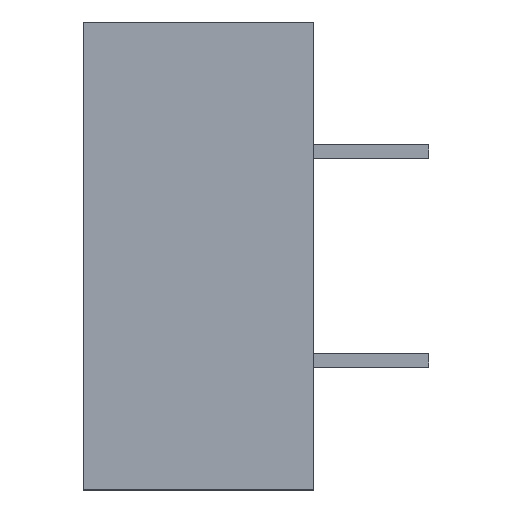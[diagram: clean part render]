
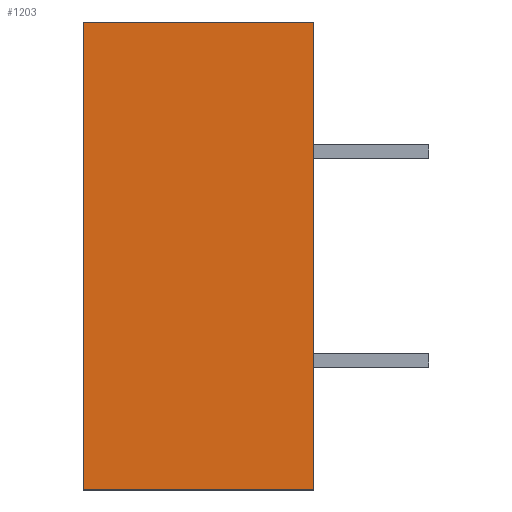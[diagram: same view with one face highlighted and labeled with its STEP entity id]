
A CAD part, left-side view. The second image highlights one B-rep face of the part: STEP entity #1203.
In plain terms, the highlighted planar face has unit normal (-1, 0, 0).
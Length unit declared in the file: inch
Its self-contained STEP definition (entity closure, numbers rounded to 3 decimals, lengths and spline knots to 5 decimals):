
#33 = CARTESIAN_POINT ( 'NONE',  ( -1.14, 0., 0.6 ) ) ;
#35 = FACE_OUTER_BOUND ( 'NONE', #1361, .T. ) ;
#70 = CARTESIAN_POINT ( 'NONE',  ( -1.14, 0.59055, -0.6 ) ) ;
#204 = PLANE ( 'NONE',  #849 ) ;
#242 = CARTESIAN_POINT ( 'NONE',  ( -1.14, 0.59055, -0.6 ) ) ;
#265 = EDGE_CURVE ( 'NONE', #528, #817, #522, .T. ) ;
#343 = DIRECTION ( 'NONE',  ( 0., 0., -1. ) ) ;
#371 = ORIENTED_EDGE ( 'NONE', *, *, #265, .F. ) ;
#414 = CARTESIAN_POINT ( 'NONE',  ( -1.14, 0., 0.6 ) ) ;
#442 = VERTEX_POINT ( 'NONE', #1013 ) ;
#522 = LINE ( 'NONE', #414, #1565 ) ;
#528 = VERTEX_POINT ( 'NONE', #33 ) ;
#673 = CARTESIAN_POINT ( 'NONE',  ( -1.14, 0., -0.6 ) ) ;
#685 = EDGE_CURVE ( 'NONE', #1038, #817, #1236, .T. ) ;
#715 = CARTESIAN_POINT ( 'NONE',  ( -1.14, 0.59055, 0. ) ) ;
#817 = VERTEX_POINT ( 'NONE', #673 ) ;
#849 = AXIS2_PLACEMENT_3D ( 'NONE', #1427, #1145, #343 ) ;
#852 = DIRECTION ( 'NONE',  ( 0., 0., 1. ) ) ;
#876 = VECTOR ( 'NONE', #1479, 39.37008 ) ;
#894 = EDGE_CURVE ( 'NONE', #528, #442, #1252, .T. ) ;
#912 = VECTOR ( 'NONE', #852, 39.37008 ) ;
#954 = DIRECTION ( 'NONE',  ( 0., 0., -1. ) ) ;
#956 = CARTESIAN_POINT ( 'NONE',  ( -1.14, 0.59055, 0.6 ) ) ;
#993 = LINE ( 'NONE', #715, #912 ) ;
#1013 = CARTESIAN_POINT ( 'NONE',  ( -1.14, 0.59055, 0.6 ) ) ;
#1038 = VERTEX_POINT ( 'NONE', #70 ) ;
#1127 = ORIENTED_EDGE ( 'NONE', *, *, #685, .T. ) ;
#1145 = DIRECTION ( 'NONE',  ( 1., 0., 0. ) ) ;
#1203 = ADVANCED_FACE ( 'NONE', ( #35 ), #204, .F. ) ;
#1236 = LINE ( 'NONE', #242, #876 ) ;
#1252 = LINE ( 'NONE', #956, #1667 ) ;
#1316 = ORIENTED_EDGE ( 'NONE', *, *, #1721, .F. ) ;
#1361 = EDGE_LOOP ( 'NONE', ( #1523, #1316, #1127, #371 ) ) ;
#1362 = DIRECTION ( 'NONE',  ( 0., 1., 0. ) ) ;
#1427 = CARTESIAN_POINT ( 'NONE',  ( -1.14, 0.59055, 0.6 ) ) ;
#1479 = DIRECTION ( 'NONE',  ( 0., -1., 0. ) ) ;
#1523 = ORIENTED_EDGE ( 'NONE', *, *, #894, .T. ) ;
#1565 = VECTOR ( 'NONE', #954, 39.37008 ) ;
#1667 = VECTOR ( 'NONE', #1362, 39.37008 ) ;
#1721 = EDGE_CURVE ( 'NONE', #1038, #442, #993, .T. ) ;
